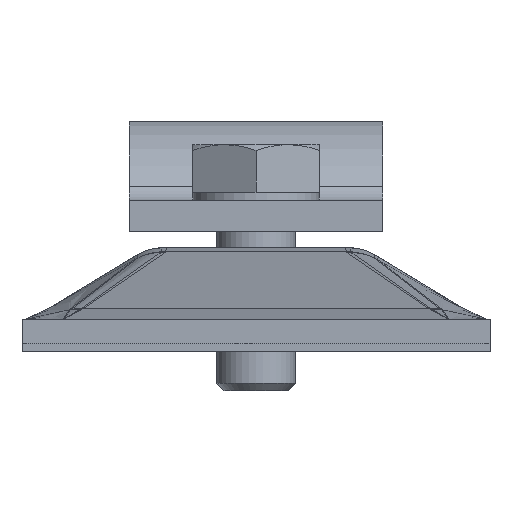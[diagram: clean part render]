
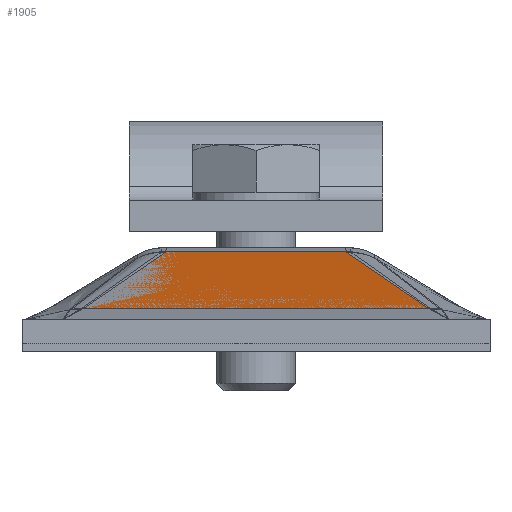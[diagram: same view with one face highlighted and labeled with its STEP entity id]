
A CAD part, front view. The second image highlights one B-rep face of the part: STEP entity #1905.
In plain terms, the highlighted face is planar.
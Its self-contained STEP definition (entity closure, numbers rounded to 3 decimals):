
#96 = VERTEX_POINT ( 'NONE', #1572 ) ;
#181 = DIRECTION ( 'NONE',  ( 0., 0., 1. ) ) ;
#422 = B_SPLINE_CURVE_WITH_KNOTS ( 'NONE', 3,
 ( #4309, #1032, #8462, #11468, #11674, #8525, #6475, #10634 ),
 .UNSPECIFIED., .F., .F.,
 ( 4, 2, 2, 4 ),
 ( 0., 0.012, 0.019, 0.025 ),
 .UNSPECIFIED. ) ;
#924 = DIRECTION ( 'NONE',  ( 0., 0., -1. ) ) ;
#1003 = DIRECTION ( 'NONE',  ( -0.989, -0.148, 0. ) ) ;
#1032 = CARTESIAN_POINT ( 'NONE',  ( 70.384, 5.686, -6.459 ) ) ;
#1063 = EDGE_CURVE ( 'NONE', #7413, #3708, #8371, .T. ) ;
#1203 = ORIENTED_EDGE ( 'NONE', *, *, #5525, .F. ) ;
#1213 = CARTESIAN_POINT ( 'NONE',  ( 74.4, 6.286, 6.75 ) ) ;
#1572 = CARTESIAN_POINT ( 'NONE',  ( 50.386, 2.697, -10.904 ) ) ;
#1647 = CARTESIAN_POINT ( 'NONE',  ( 74.4, 6.286, -5.646 ) ) ;
#1692 = CARTESIAN_POINT ( 'NONE',  ( 74.4, 6.286, 5.646 ) ) ;
#1905 = ADVANCED_FACE ( 'NONE', ( #12205 ), #11374, .T. ) ;
#2233 = LINE ( 'NONE', #1213, #7861 ) ;
#2517 = VECTOR ( 'NONE', #924, 1000. ) ;
#2873 = CARTESIAN_POINT ( 'NONE',  ( 70.384, 5.686, 6.459 ) ) ;
#3708 = VERTEX_POINT ( 'NONE', #1692 ) ;
#3904 = EDGE_CURVE ( 'NONE', #8169, #3708, #2233, .T. ) ;
#4075 = ORIENTED_EDGE ( 'NONE', *, *, #1063, .T. ) ;
#4309 = CARTESIAN_POINT ( 'NONE',  ( 74.4, 6.286, -5.646 ) ) ;
#4790 = ORIENTED_EDGE ( 'NONE', *, *, #3904, .F. ) ;
#5025 = CARTESIAN_POINT ( 'NONE',  ( 5.322, -4.037, 0. ) ) ;
#5422 = ORIENTED_EDGE ( 'NONE', *, *, #7555, .T. ) ;
#5525 = EDGE_CURVE ( 'NONE', #7413, #96, #11300, .T. ) ;
#6475 = CARTESIAN_POINT ( 'NONE',  ( 52.369, 2.994, -10.388 ) ) ;
#6995 = DIRECTION ( 'NONE',  ( -0.148, 0.989, 0. ) ) ;
#7413 = VERTEX_POINT ( 'NONE', #7919 ) ;
#7555 = EDGE_CURVE ( 'NONE', #8169, #96, #422, .T. ) ;
#7582 = CARTESIAN_POINT ( 'NONE',  ( 50.386, 2.697, 10.904 ) ) ;
#7855 = CARTESIAN_POINT ( 'NONE',  ( 54.363, 3.292, 9.916 ) ) ;
#7861 = VECTOR ( 'NONE', #181, 1000. ) ;
#7919 = CARTESIAN_POINT ( 'NONE',  ( 50.386, 2.697, 10.904 ) ) ;
#8169 = VERTEX_POINT ( 'NONE', #1647 ) ;
#8371 = B_SPLINE_CURVE_WITH_KNOTS ( 'NONE', 3,
 ( #7582, #8943, #7855, #12039, #13152, #9892, #2873, #13219 ),
 .UNSPECIFIED., .F., .F.,
 ( 4, 2, 2, 4 ),
 ( 0., 0.006, 0.012, 0.025 ),
 .UNSPECIFIED. ) ;
#8462 = CARTESIAN_POINT ( 'NONE',  ( 66.37, 5.086, -7.282 ) ) ;
#8525 = CARTESIAN_POINT ( 'NONE',  ( 54.363, 3.292, -9.916 ) ) ;
#8943 = CARTESIAN_POINT ( 'NONE',  ( 52.369, 2.994, 10.388 ) ) ;
#9892 = CARTESIAN_POINT ( 'NONE',  ( 66.37, 5.086, 7.282 ) ) ;
#9932 = AXIS2_PLACEMENT_3D ( 'NONE', #5025, #6995, #1003 ) ;
#10634 = CARTESIAN_POINT ( 'NONE',  ( 50.386, 2.697, -10.904 ) ) ;
#11300 = LINE ( 'NONE', #13455, #2517 ) ;
#11374 = PLANE ( 'NONE',  #9932 ) ;
#11468 = CARTESIAN_POINT ( 'NONE',  ( 60.36, 4.188, -8.568 ) ) ;
#11674 = CARTESIAN_POINT ( 'NONE',  ( 58.358, 3.889, -9.005 ) ) ;
#12039 = CARTESIAN_POINT ( 'NONE',  ( 58.358, 3.889, 9.005 ) ) ;
#12205 = FACE_OUTER_BOUND ( 'NONE', #12299, .T. ) ;
#12299 = EDGE_LOOP ( 'NONE', ( #4790, #5422, #1203, #4075 ) ) ;
#13152 = CARTESIAN_POINT ( 'NONE',  ( 60.36, 4.188, 8.568 ) ) ;
#13219 = CARTESIAN_POINT ( 'NONE',  ( 74.4, 6.286, 5.646 ) ) ;
#13455 = CARTESIAN_POINT ( 'NONE',  ( 50.386, 2.697, 11.355 ) ) ;
